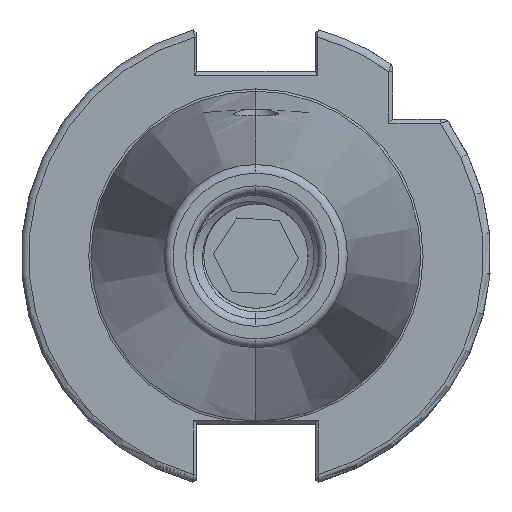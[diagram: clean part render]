
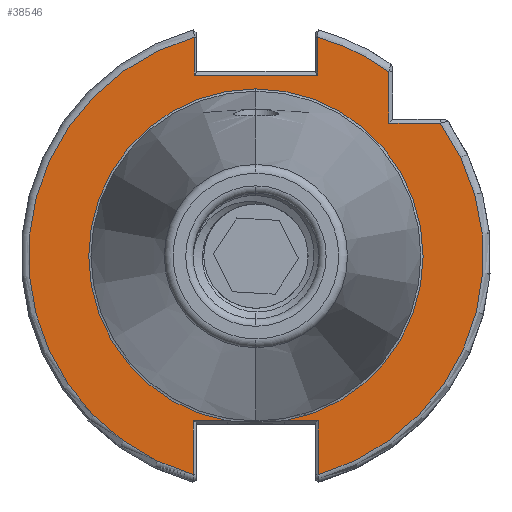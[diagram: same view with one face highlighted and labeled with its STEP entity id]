
A CAD part, left-side view. The second image highlights one B-rep face of the part: STEP entity #38546.
In plain terms, the highlighted planar face has unit normal (-1, 0, 0).
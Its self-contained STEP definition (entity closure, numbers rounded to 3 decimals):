
#12680 = EDGE_CURVE ( 'NONE', #36368, #36342, #46399, .T. ) ;
#12683 = EDGE_CURVE ( 'NONE', #36331, #36355, #46406, .T. ) ;
#12688 = EDGE_CURVE ( 'NONE', #36321, #36426, #46414, .T. ) ;
#12767 = EDGE_CURVE ( 'NONE', #36355, #36368, #46417, .T. ) ;
#12770 = EDGE_CURVE ( 'NONE', #36256, #36369, #46432, .T. ) ;
#12800 = EDGE_CURVE ( 'NONE', #36302, #36375, #46412, .T. ) ;
#12819 = EDGE_CURVE ( 'NONE', #36360, #36321, #46422, .T. ) ;
#12840 = EDGE_CURVE ( 'NONE', #36375, #36282, #46438, .T. ) ;
#12861 = EDGE_CURVE ( 'NONE', #36369, #36302, #46434, .T. ) ;
#12870 = EDGE_CURVE ( 'NONE', #36282, #36311, #46407, .T. ) ;
#12900 = EDGE_CURVE ( 'NONE', #36342, #36360, #46456, .T. ) ;
#12907 = EDGE_CURVE ( 'NONE', #36311, #36331, #46448, .T. ) ;
#12940 = EDGE_CURVE ( 'NONE', #36444, #36256, #45405, .T. ) ;
#25164 = AXIS2_PLACEMENT_3D ( 'NONE', #39792, #39807, #39813 ) ;
#25322 = AXIS2_PLACEMENT_3D ( 'NONE', #37775, #37798, #37776 ) ;
#25644 = ORIENTED_EDGE ( 'NONE', *, *, #12688, .T. ) ;
#25687 = ORIENTED_EDGE ( 'NONE', *, *, #12800, .T. ) ;
#25691 = ORIENTED_EDGE ( 'NONE', *, *, #12819, .T. ) ;
#25692 = ORIENTED_EDGE ( 'NONE', *, *, #12861, .T. ) ;
#25698 = ORIENTED_EDGE ( 'NONE', *, *, #12907, .T. ) ;
#25700 = ORIENTED_EDGE ( 'NONE', *, *, #12683, .T. ) ;
#26156 = CARTESIAN_POINT ( 'NONE',  ( 0., -24.962, 18. ) ) ;
#26163 = CARTESIAN_POINT ( 'NONE',  ( 0., -8.451, -22.3 ) ) ;
#26186 = CARTESIAN_POINT ( 'NONE',  ( 0., -18., 24.962 ) ) ;
#26198 = CARTESIAN_POINT ( 'NONE',  ( 0., -8.335, 29.625 ) ) ;
#26225 = CARTESIAN_POINT ( 'NONE',  ( 0., -8.335, 24.5 ) ) ;
#26240 = CARTESIAN_POINT ( 'NONE',  ( 0., 3.833, -22.3 ) ) ;
#26243 = CARTESIAN_POINT ( 'NONE',  ( 0., 8.335, 24.5 ) ) ;
#26250 = CARTESIAN_POINT ( 'NONE',  ( 0., 8.451, -29.592 ) ) ;
#26252 = CARTESIAN_POINT ( 'NONE',  ( 0., -8.451, -29.592 ) ) ;
#26264 = CARTESIAN_POINT ( 'NONE',  ( 0., 8.451, -22.3 ) ) ;
#26265 = CARTESIAN_POINT ( 'NONE',  ( 0., 8.335, 29.625 ) ) ;
#26268 = CARTESIAN_POINT ( 'NONE',  ( 0., -18., 18. ) ) ;
#26307 = CARTESIAN_POINT ( 'NONE',  ( 0., 0., 22.627 ) ) ;
#26399 = CARTESIAN_POINT ( 'NONE',  ( 0., -3.833, -22.3 ) ) ;
#28840 = DIRECTION ( 'NONE',  ( 0., 0., 1. ) ) ;
#28855 = CARTESIAN_POINT ( 'NONE',  ( 0., -8.451, 0. ) ) ;
#28860 = DIRECTION ( 'NONE',  ( 0., 0., -1. ) ) ;
#28874 = CARTESIAN_POINT ( 'NONE',  ( 0., 8.335, 29.704 ) ) ;
#28891 = DIRECTION ( 'NONE',  ( 0., 1., 0. ) ) ;
#28905 = CARTESIAN_POINT ( 'NONE',  ( 0., -18.5, 18. ) ) ;
#30362 = AXIS2_PLACEMENT_3D ( 'NONE', #43959, #43998, #44047 ) ;
#30366 = AXIS2_PLACEMENT_3D ( 'NONE', #45368, #45369, #45375 ) ;
#30368 = AXIS2_PLACEMENT_3D ( 'NONE', #37296, #37291, #37294 ) ;
#30369 = AXIS2_PLACEMENT_3D ( 'NONE', #37271, #37262, #37269 ) ;
#30552 = EDGE_CURVE ( 'NONE', #36426, #36444, #43279, .T. ) ;
#35949 = ORIENTED_EDGE ( 'NONE', *, *, #12767, .T. ) ;
#35959 = ORIENTED_EDGE ( 'NONE', *, *, #12840, .T. ) ;
#35960 = ORIENTED_EDGE ( 'NONE', *, *, #12680, .T. ) ;
#35973 = ORIENTED_EDGE ( 'NONE', *, *, #12900, .T. ) ;
#35974 = ORIENTED_EDGE ( 'NONE', *, *, #12940, .T. ) ;
#35975 = ORIENTED_EDGE ( 'NONE', *, *, #12870, .T. ) ;
#35976 = ORIENTED_EDGE ( 'NONE', *, *, #30552, .T. ) ;
#35981 = ORIENTED_EDGE ( 'NONE', *, *, #12770, .T. ) ;
#36256 = VERTEX_POINT ( 'NONE', #26163 ) ;
#36282 = VERTEX_POINT ( 'NONE', #26186 ) ;
#36302 = VERTEX_POINT ( 'NONE', #26156 ) ;
#36311 = VERTEX_POINT ( 'NONE', #26198 ) ;
#36321 = VERTEX_POINT ( 'NONE', #26240 ) ;
#36331 = VERTEX_POINT ( 'NONE', #26225 ) ;
#36342 = VERTEX_POINT ( 'NONE', #26250 ) ;
#36355 = VERTEX_POINT ( 'NONE', #26243 ) ;
#36360 = VERTEX_POINT ( 'NONE', #26264 ) ;
#36368 = VERTEX_POINT ( 'NONE', #26265 ) ;
#36369 = VERTEX_POINT ( 'NONE', #26252 ) ;
#36375 = VERTEX_POINT ( 'NONE', #26268 ) ;
#36426 = VERTEX_POINT ( 'NONE', #26307 ) ;
#36444 = VERTEX_POINT ( 'NONE', #26399 ) ;
#37262 = DIRECTION ( 'NONE',  ( -1., 0., 0. ) ) ;
#37269 = DIRECTION ( 'NONE',  ( 0., 0., -1. ) ) ;
#37271 = CARTESIAN_POINT ( 'NONE',  ( 0., 0., 0. ) ) ;
#37291 = DIRECTION ( 'NONE',  ( -1., 0., 0. ) ) ;
#37294 = DIRECTION ( 'NONE',  ( 0., 0., -1. ) ) ;
#37296 = CARTESIAN_POINT ( 'NONE',  ( 0., 0., 0. ) ) ;
#37315 = DIRECTION ( 'NONE',  ( 0., -1., 0. ) ) ;
#37336 = CARTESIAN_POINT ( 'NONE',  ( 0., 22.692, -22.3 ) ) ;
#37370 = CARTESIAN_POINT ( 'NONE',  ( 0., -18., 24.594 ) ) ;
#37377 = DIRECTION ( 'NONE',  ( 0., 0., 1. ) ) ;
#37775 = CARTESIAN_POINT ( 'NONE',  ( 0., 0., 0. ) ) ;
#37776 = DIRECTION ( 'NONE',  ( 0., 0., -1. ) ) ;
#37798 = DIRECTION ( 'NONE',  ( 1., 0., 0. ) ) ;
#38546 = ADVANCED_FACE ( 'NONE', ( #44017 ), #39819, .F. ) ;
#39792 = CARTESIAN_POINT ( 'NONE',  ( 0., 22.692, 0. ) ) ;
#39807 = DIRECTION ( 'NONE',  ( 1., 0., 0. ) ) ;
#39813 = DIRECTION ( 'NONE',  ( 0., 0., -1. ) ) ;
#39819 = PLANE ( 'NONE',  #25164 ) ;
#43279 = CIRCLE ( 'NONE', #25322, 22.627 ) ;
#43959 = CARTESIAN_POINT ( 'NONE',  ( 0., 0., 0. ) ) ;
#43979 = CARTESIAN_POINT ( 'NONE',  ( 0., 8.05, 24.5 ) ) ;
#43998 = DIRECTION ( 'NONE',  ( -1., 0., 0. ) ) ;
#44017 = FACE_OUTER_BOUND ( 'NONE', #46234, .T. ) ;
#44020 = DIRECTION ( 'NONE',  ( 0., 1., 0. ) ) ;
#44047 = DIRECTION ( 'NONE',  ( 0., 0., -1. ) ) ;
#45368 = CARTESIAN_POINT ( 'NONE',  ( 0., 0., 0. ) ) ;
#45369 = DIRECTION ( 'NONE',  ( 1., 0., 0. ) ) ;
#45375 = DIRECTION ( 'NONE',  ( 0., 0., -1. ) ) ;
#45405 = LINE ( 'NONE', #48273, #45410 ) ;
#45410 = VECTOR ( 'NONE', #48302, 1000. ) ;
#46234 = EDGE_LOOP ( 'NONE', ( #25687, #35959, #35975, #25698, #25700, #35949, #35960, #35973, #25691, #25644, #35976, #35974, #35981, #25692 ) ) ;
#46399 = CIRCLE ( 'NONE', #30362, 30.775 ) ;
#46400 = VECTOR ( 'NONE', #37377, 1000. ) ;
#46406 = LINE ( 'NONE', #43979, #46442 ) ;
#46407 = CIRCLE ( 'NONE', #30369, 30.775 ) ;
#46408 = VECTOR ( 'NONE', #28891, 1000. ) ;
#46412 = LINE ( 'NONE', #28905, #46408 ) ;
#46414 = CIRCLE ( 'NONE', #30366, 22.627 ) ;
#46417 = LINE ( 'NONE', #28874, #46425 ) ;
#46421 = VECTOR ( 'NONE', #28860, 1000. ) ;
#46422 = LINE ( 'NONE', #37336, #46436 ) ;
#46425 = VECTOR ( 'NONE', #28840, 1000. ) ;
#46432 = LINE ( 'NONE', #28855, #46421 ) ;
#46434 = CIRCLE ( 'NONE', #30368, 30.775 ) ;
#46436 = VECTOR ( 'NONE', #37315, 1000. ) ;
#46438 = LINE ( 'NONE', #37370, #46400 ) ;
#46442 = VECTOR ( 'NONE', #44020, 1000. ) ;
#46448 = LINE ( 'NONE', #49671, #46450 ) ;
#46450 = VECTOR ( 'NONE', #49653, 1000. ) ;
#46456 = LINE ( 'NONE', #49606, #46457 ) ;
#46457 = VECTOR ( 'NONE', #49681, 1000. ) ;
#48273 = CARTESIAN_POINT ( 'NONE',  ( 0., 22.692, -22.3 ) ) ;
#48302 = DIRECTION ( 'NONE',  ( 0., -1., 0. ) ) ;
#49606 = CARTESIAN_POINT ( 'NONE',  ( 0., 8.451, 0. ) ) ;
#49653 = DIRECTION ( 'NONE',  ( 0., 0., -1. ) ) ;
#49671 = CARTESIAN_POINT ( 'NONE',  ( 0., -8.335, 25. ) ) ;
#49681 = DIRECTION ( 'NONE',  ( 0., 0., 1. ) ) ;
